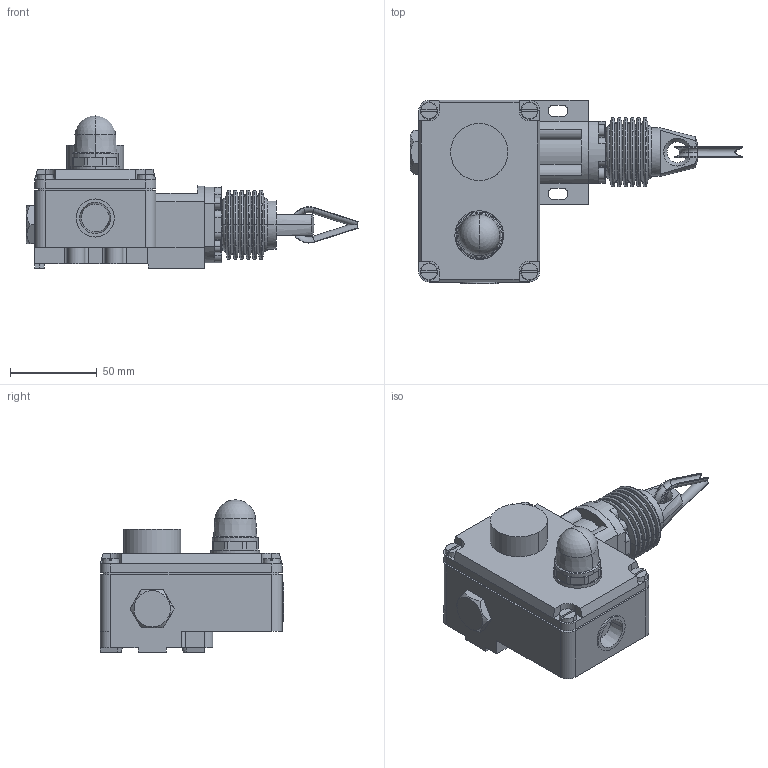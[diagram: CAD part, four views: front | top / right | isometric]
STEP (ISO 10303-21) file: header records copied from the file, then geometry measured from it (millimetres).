
FILE_DESCRIPTION(('STEP AP214'),'1');
FILE_NAME('cctmp_B6C17C0B-2F7C-4E2E-AC12-07C8A4C7F93F_2023_07_21_12_45_40_0547..stp','2023-07-21T10:45:41',('SIEMENS A&D'),('CADClick - www.CADClick.com'),'Spatial InterOp 3D postprocessed',' ','unknown authorization');
FILE_SCHEMA(('AUTOMOTIVE_DESIGN'));
Length unit declared in the file: millimetre
Products named in the file (3): cc_unnamed; 2023_07_21_12_45_40_0522; 2023_07_21_12_45_40_0518
Assembly tree (2 placements, depth 2):
  cc_unnamed
    2023_07_21_12_45_40_0522
    2023_07_21_12_45_40_0518
Bounding box: 191.82 x 106 x 88 mm (x, y, z)
Volume: 478231.3 mm3; surface area: 61275.1 mm2
Topology: 2 solids, 3 shells, 401 faces, 1005 edges, 630 vertices
Faces by surface type: plane 187, cylinder 94, torus 64, cone 52, sphere 4
Entity records: 13386 total; most frequent: CARTESIAN_POINT 2220, DIRECTION 2206, ORIENTED_EDGE 2002, EDGE_CURVE 1001, AXIS2_PLACEMENT_3D 834, VERTEX_POINT 630, LINE 538, VECTOR 538
